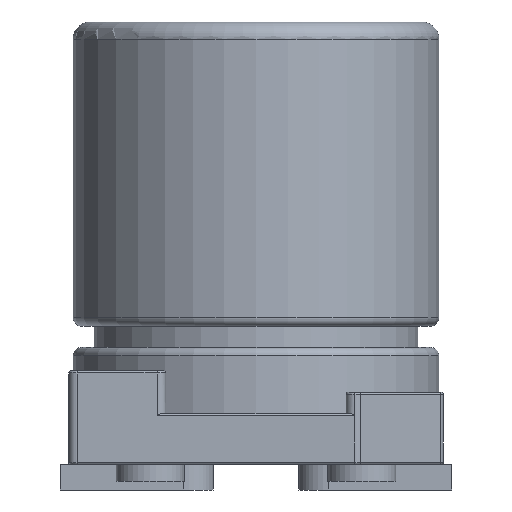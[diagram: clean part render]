
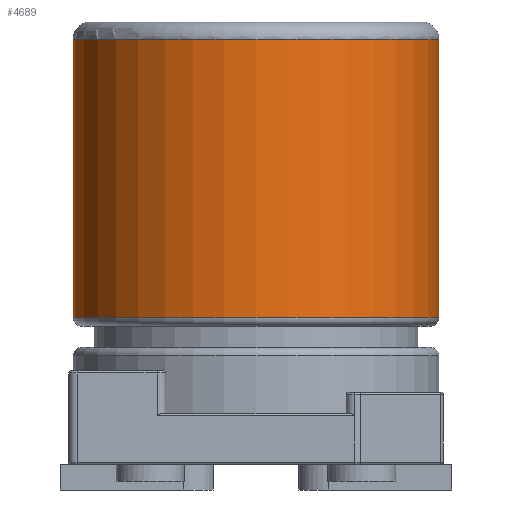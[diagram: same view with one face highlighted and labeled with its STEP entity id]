
A CAD part, front view. The second image highlights one B-rep face of the part: STEP entity #4689.
In plain terms, the highlighted cylindrical face has radius 2.15 mm (diameter 4.3 mm), a full revolution.
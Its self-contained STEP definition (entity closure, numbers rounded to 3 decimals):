
#577=LINE('',#9232,#913);
#913=VECTOR('',#5883,2.15);
#959=CYLINDRICAL_SURFACE('',#4982,2.15);
#1216=FACE_OUTER_BOUND('',#1488,.T.);
#1488=EDGE_LOOP('',(#4390,#4391,#4392,#4393,#4394,#4395));
#1848=CIRCLE('',#4979,2.15);
#1849=CIRCLE('',#4980,2.15);
#1851=CIRCLE('',#4983,2.15);
#1852=CIRCLE('',#4984,2.15);
#2305=VERTEX_POINT('',#9222);
#2306=VERTEX_POINT('',#9223);
#2307=VERTEX_POINT('',#9228);
#2308=VERTEX_POINT('',#9229);
#3001=EDGE_CURVE('',#2305,#2306,#1848,.T.);
#3002=EDGE_CURVE('',#2306,#2305,#1849,.T.);
#3004=EDGE_CURVE('',#2307,#2308,#1851,.T.);
#3005=EDGE_CURVE('',#2308,#2307,#1852,.T.);
#3006=EDGE_CURVE('',#2308,#2306,#577,.T.);
#4390=ORIENTED_EDGE('',*,*,#3004,.F.);
#4391=ORIENTED_EDGE('',*,*,#3005,.F.);
#4392=ORIENTED_EDGE('',*,*,#3006,.T.);
#4393=ORIENTED_EDGE('',*,*,#3002,.T.);
#4394=ORIENTED_EDGE('',*,*,#3001,.T.);
#4395=ORIENTED_EDGE('',*,*,#3006,.F.);
#4689=ADVANCED_FACE('',(#1216),#959,.T.);
#4979=AXIS2_PLACEMENT_3D('',#9224,#5871,#5872);
#4980=AXIS2_PLACEMENT_3D('',#9225,#5873,#5874);
#4982=AXIS2_PLACEMENT_3D('',#9227,#5877,#5878);
#4983=AXIS2_PLACEMENT_3D('',#9230,#5879,#5880);
#4984=AXIS2_PLACEMENT_3D('',#9231,#5881,#5882);
#5871=DIRECTION('center_axis',(0.,0.,1.));
#5872=DIRECTION('ref_axis',(1.,0.,0.));
#5873=DIRECTION('center_axis',(0.,0.,1.));
#5874=DIRECTION('ref_axis',(1.,0.,0.));
#5877=DIRECTION('center_axis',(0.,0.,1.));
#5878=DIRECTION('ref_axis',(1.,0.,0.));
#5879=DIRECTION('center_axis',(0.,0.,1.));
#5880=DIRECTION('ref_axis',(1.,0.,0.));
#5881=DIRECTION('center_axis',(0.,0.,1.));
#5882=DIRECTION('ref_axis',(1.,0.,0.));
#5883=DIRECTION('',(0.,0.,-1.));
#9222=CARTESIAN_POINT('',(2.15,0.,2.025));
#9223=CARTESIAN_POINT('',(-2.15,0.,2.025));
#9224=CARTESIAN_POINT('Origin',(0.,0.,2.025));
#9225=CARTESIAN_POINT('Origin',(0.,0.,2.025));
#9227=CARTESIAN_POINT('Origin',(0.,0.,3.663));
#9228=CARTESIAN_POINT('',(2.15,0.,5.3));
#9229=CARTESIAN_POINT('',(-2.15,0.,5.3));
#9230=CARTESIAN_POINT('Origin',(0.,0.,5.3));
#9231=CARTESIAN_POINT('Origin',(0.,0.,5.3));
#9232=CARTESIAN_POINT('',(-2.15,0.,3.663));
